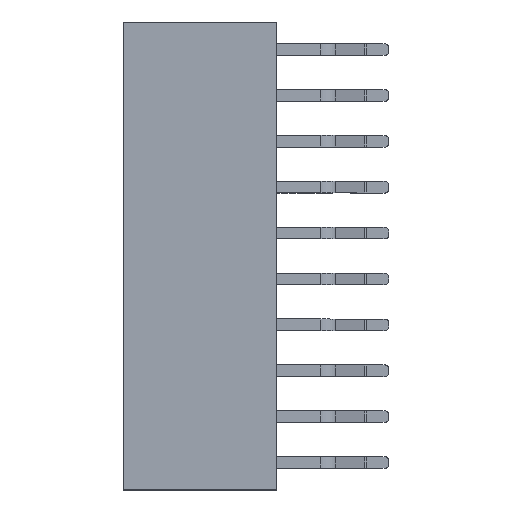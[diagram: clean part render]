
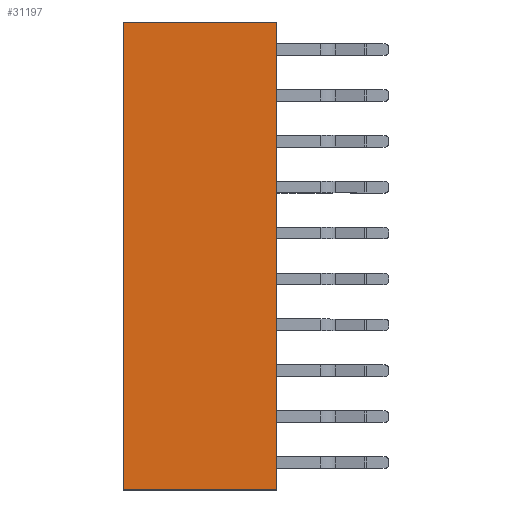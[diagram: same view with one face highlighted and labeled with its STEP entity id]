
A CAD part, top view. The second image highlights one B-rep face of the part: STEP entity #31197.
In plain terms, the highlighted planar face has unit normal (0, 0, 1).
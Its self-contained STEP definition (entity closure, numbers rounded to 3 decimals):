
#3634=ORIENTED_EDGE('',*,*,#9252,.F.);
#3635=ORIENTED_EDGE('',*,*,#9262,.F.);
#3636=ORIENTED_EDGE('',*,*,#9256,.T.);
#3637=ORIENTED_EDGE('',*,*,#9263,.T.);
#9252=EDGE_CURVE('',#12000,#12001,#14678,.T.);
#9256=EDGE_CURVE('',#12003,#12002,#14682,.T.);
#9262=EDGE_CURVE('',#12003,#12000,#14688,.T.);
#9263=EDGE_CURVE('',#12002,#12001,#14689,.T.);
#12000=VERTEX_POINT('',#43548);
#12001=VERTEX_POINT('',#43550);
#12002=VERTEX_POINT('',#43555);
#12003=VERTEX_POINT('',#43557);
#14678=LINE('',#43549,#17682);
#14682=LINE('',#43556,#17686);
#14688=LINE('',#43567,#17692);
#14689=LINE('',#43568,#17693);
#17682=VECTOR('',#36616,1000.);
#17686=VECTOR('',#36622,1000.);
#17692=VECTOR('',#36632,1000.);
#17693=VECTOR('',#36633,1000.);
#19231=EDGE_LOOP('',(#3634,#3635,#3636,#3637));
#20513=FACE_BOUND('',#19231,.T.);
#21765=PLANE('',#32446);
#31197=ADVANCED_FACE('',(#20513),#21765,.T.);
#32446=AXIS2_PLACEMENT_3D('',#43566,#36630,#36631);
#36616=DIRECTION('',(0.,1.,0.));
#36622=DIRECTION('',(0.,1.,0.));
#36630=DIRECTION('',(0.,0.,1.));
#36631=DIRECTION('',(0.,-1.,0.));
#36632=DIRECTION('',(-1.,0.,0.));
#36633=DIRECTION('',(-1.,0.,0.));
#43548=CARTESIAN_POINT('',(-12.95,-4.25,2.5));
#43549=CARTESIAN_POINT('',(-12.95,-4.25,2.5));
#43550=CARTESIAN_POINT('',(-12.95,4.25,2.5));
#43555=CARTESIAN_POINT('',(12.95,4.25,2.5));
#43556=CARTESIAN_POINT('',(12.95,-4.25,2.5));
#43557=CARTESIAN_POINT('',(12.95,-4.25,2.5));
#43566=CARTESIAN_POINT('',(12.95,-4.25,2.5));
#43567=CARTESIAN_POINT('',(12.95,-4.25,2.5));
#43568=CARTESIAN_POINT('',(12.95,4.25,2.5));
